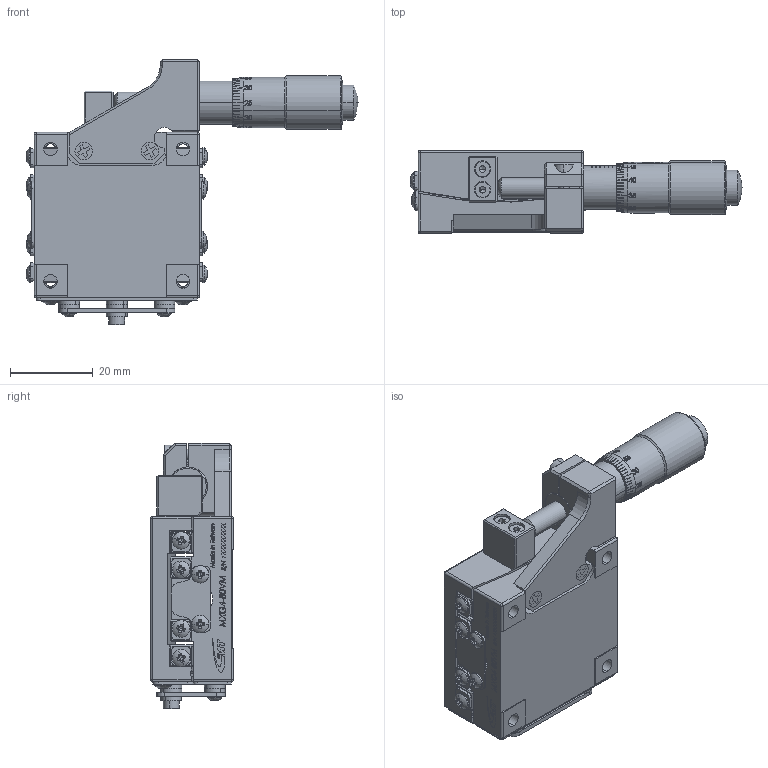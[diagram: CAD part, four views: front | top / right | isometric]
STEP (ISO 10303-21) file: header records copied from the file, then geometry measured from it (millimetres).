
FILE_DESCRIPTION (( 'STEP AP203' ), '1' );
FILE_NAME ('MXG4-80VM(«¬¿ý).STEP', '2014-11-18T06:28:00', ( '123' ), ( '' ), 'SwSTEP 2.0', 'SolidWorks 2014', '' );
FILE_SCHEMA (( 'CONFIG_CONTROL_DESIGN' ));
Length unit declared in the file: millimetre
Products named in the file (3): Group1^MXG4-80VM(型錄); Group2^MXG4-80VM(型錄); MXG4-80VM(型錄)
Assembly tree (2 placements, depth 2):
  MXG4-80VM(型錄)
    Group1^MXG4-80VM(型錄)
    Group2^MXG4-80VM(型錄)
Bounding box: 80.23 x 20 x 64.2 mm (x, y, z)
Volume: 36608.5 mm3; surface area: 17905.7 mm2
Topology: 2 solids, 2 shells, 1949 faces, 5365 edges, 3514 vertices
Faces by surface type: plane 1310, cylinder 292, bspline 164, cone 125, sphere 44, torus 14
Full cylindrical faces by diameter (mm): 1.6 x4
Entity records: 74332 total; most frequent: CARTESIAN_POINT 25375, ORIENTED_EDGE 10654, DIRECTION 9381, EDGE_CURVE 5327, VERTEX_POINT 3522, VECTOR 3205, LINE 3205, AXIS2_PLACEMENT_3D 3088
